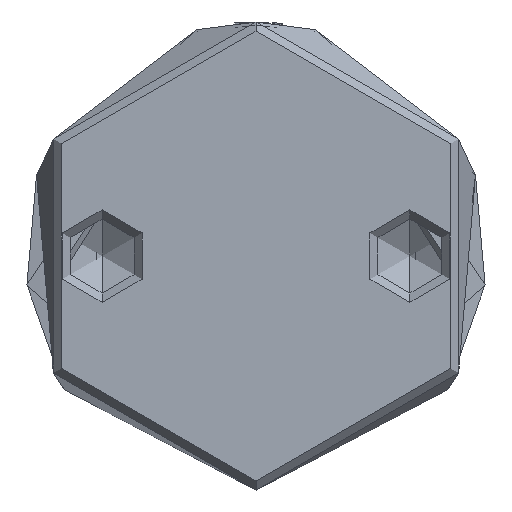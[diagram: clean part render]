
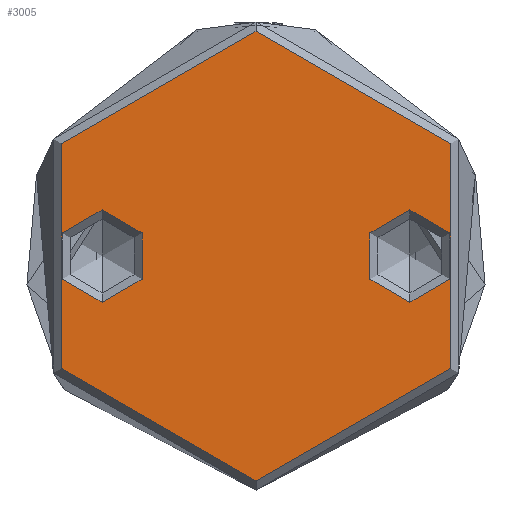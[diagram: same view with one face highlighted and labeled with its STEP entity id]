
A CAD part, front view. The second image highlights one B-rep face of the part: STEP entity #3005.
In plain terms, the highlighted face is planar.
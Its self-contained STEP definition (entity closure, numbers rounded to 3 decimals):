
#33 = AXIS2_PLACEMENT_3D ( 'NONE', #2782, #1592, #5987 ) ;
#320 = VERTEX_POINT ( 'NONE', #4368 ) ;
#452 = CARTESIAN_POINT ( 'NONE',  ( 0., 0., 0. ) ) ;
#466 = EDGE_CURVE ( 'NONE', #2958, #4485, #749, .T. ) ;
#699 = CARTESIAN_POINT ( 'NONE',  ( 0., 12.5, 0. ) ) ;
#749 = CIRCLE ( 'NONE', #4087, 3.75 ) ;
#932 = AXIS2_PLACEMENT_3D ( 'NONE', #3223, #7426, #3840 ) ;
#959 = AXIS2_PLACEMENT_3D ( 'NONE', #1546, #5749, #2159 ) ;
#989 = EDGE_CURVE ( 'NONE', #3172, #3165, #5814, .T. ) ;
#1069 = DIRECTION ( 'NONE',  ( 1., 0., 0. ) ) ;
#1199 = DIRECTION ( 'NONE',  ( 0., 0., -1. ) ) ;
#1301 = DIRECTION ( 'NONE',  ( 1., 0., 0. ) ) ;
#1344 = EDGE_CURVE ( 'NONE', #3165, #3172, #6705, .T. ) ;
#1509 = EDGE_CURVE ( 'NONE', #6549, #320, #3396, .T. ) ;
#1546 = CARTESIAN_POINT ( 'NONE',  ( 0., -12.5, 0. ) ) ;
#1560 = EDGE_LOOP ( 'NONE', ( #4786, #2207 ) ) ;
#1592 = DIRECTION ( 'NONE',  ( 0., 0., 1. ) ) ;
#1637 = ORIENTED_EDGE ( 'NONE', *, *, #3848, .F. ) ;
#2159 = DIRECTION ( 'NONE',  ( 1., 0., 0. ) ) ;
#2203 = AXIS2_PLACEMENT_3D ( 'NONE', #3006, #7207, #3609 ) ;
#2207 = ORIENTED_EDGE ( 'NONE', *, *, #989, .T. ) ;
#2338 = CIRCLE ( 'NONE', #959, 3.75 ) ;
#2782 = CARTESIAN_POINT ( 'NONE',  ( 0., 0., 0. ) ) ;
#2898 = FACE_BOUND ( 'NONE', #5719, .T. ) ;
#2958 = VERTEX_POINT ( 'NONE', #7574 ) ;
#3005 = ADVANCED_FACE ( 'NONE', ( #6276, #7708, #2898 ), #4590, .T. ) ;
#3006 = CARTESIAN_POINT ( 'NONE',  ( 0., 12.5, 0. ) ) ;
#3165 = VERTEX_POINT ( 'NONE', #3252 ) ;
#3172 = VERTEX_POINT ( 'NONE', #5081 ) ;
#3223 = CARTESIAN_POINT ( 'NONE',  ( 0., 0., 0. ) ) ;
#3252 = CARTESIAN_POINT ( 'NONE',  ( -18.25, 0., 0. ) ) ;
#3396 = CIRCLE ( 'NONE', #4794, 3.75 ) ;
#3609 = DIRECTION ( 'NONE',  ( 1., 0., 0. ) ) ;
#3840 = DIRECTION ( 'NONE',  ( 1., 0., 0. ) ) ;
#3848 = EDGE_CURVE ( 'NONE', #320, #6549, #6277, .T. ) ;
#3963 = CARTESIAN_POINT ( 'NONE',  ( 3.75, 12.5, 0. ) ) ;
#4087 = AXIS2_PLACEMENT_3D ( 'NONE', #5981, #1199, #7801 ) ;
#4368 = CARTESIAN_POINT ( 'NONE',  ( -3.75, 12.5, 0. ) ) ;
#4485 = VERTEX_POINT ( 'NONE', #4636 ) ;
#4590 = PLANE ( 'NONE',  #33 ) ;
#4636 = CARTESIAN_POINT ( 'NONE',  ( -3.75, -12.5, 0. ) ) ;
#4679 = DIRECTION ( 'NONE',  ( 0., 0., 1. ) ) ;
#4786 = ORIENTED_EDGE ( 'NONE', *, *, #1344, .T. ) ;
#4794 = AXIS2_PLACEMENT_3D ( 'NONE', #699, #4908, #1301 ) ;
#4908 = DIRECTION ( 'NONE',  ( 0., 0., 1. ) ) ;
#5029 = ORIENTED_EDGE ( 'NONE', *, *, #466, .T. ) ;
#5081 = CARTESIAN_POINT ( 'NONE',  ( 18.25, 0., 0. ) ) ;
#5087 = ORIENTED_EDGE ( 'NONE', *, *, #6556, .T. ) ;
#5242 = ORIENTED_EDGE ( 'NONE', *, *, #1509, .F. ) ;
#5719 = EDGE_LOOP ( 'NONE', ( #5029, #5087 ) ) ;
#5749 = DIRECTION ( 'NONE',  ( 0., 0., -1. ) ) ;
#5780 = AXIS2_PLACEMENT_3D ( 'NONE', #452, #4679, #1069 ) ;
#5801 = EDGE_LOOP ( 'NONE', ( #5242, #1637 ) ) ;
#5814 = CIRCLE ( 'NONE', #5780, 18.25 ) ;
#5981 = CARTESIAN_POINT ( 'NONE',  ( 0., -12.5, 0. ) ) ;
#5987 = DIRECTION ( 'NONE',  ( 1., 0., 0. ) ) ;
#6276 = FACE_BOUND ( 'NONE', #5801, .T. ) ;
#6277 = CIRCLE ( 'NONE', #2203, 3.75 ) ;
#6549 = VERTEX_POINT ( 'NONE', #3963 ) ;
#6556 = EDGE_CURVE ( 'NONE', #4485, #2958, #2338, .T. ) ;
#6705 = CIRCLE ( 'NONE', #932, 18.25 ) ;
#7207 = DIRECTION ( 'NONE',  ( 0., 0., 1. ) ) ;
#7426 = DIRECTION ( 'NONE',  ( 0., 0., 1. ) ) ;
#7574 = CARTESIAN_POINT ( 'NONE',  ( 3.75, -12.5, 0. ) ) ;
#7708 = FACE_OUTER_BOUND ( 'NONE', #1560, .T. ) ;
#7801 = DIRECTION ( 'NONE',  ( 1., 0., 0. ) ) ;
